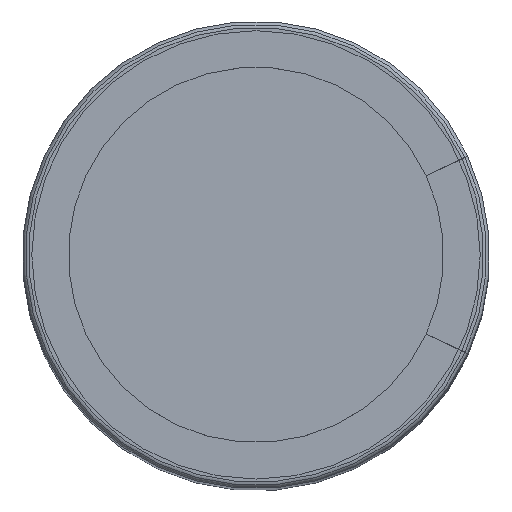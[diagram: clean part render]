
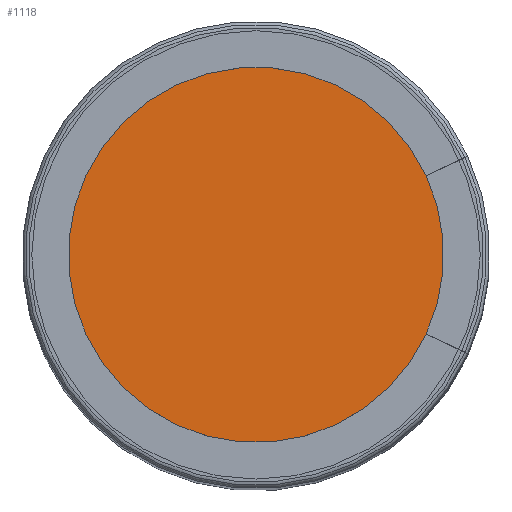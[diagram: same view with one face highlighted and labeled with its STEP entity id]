
A CAD part, top view. The second image highlights one B-rep face of the part: STEP entity #1118.
In plain terms, the highlighted planar face has unit normal (0, 0, 1).
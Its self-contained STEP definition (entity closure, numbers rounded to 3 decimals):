
#927 = TOROIDAL_SURFACE('',#928,7.05,0.2);
#928 = AXIS2_PLACEMENT_3D('',#929,#930,#931);
#929 = CARTESIAN_POINT('',(0.,0.,41.1));
#930 = DIRECTION('',(0.,0.,-1.));
#931 = DIRECTION('',(1.,0.,0.));
#996 = VERTEX_POINT('',#997);
#997 = CARTESIAN_POINT('',(7.05,0.,41.3));
#1065 = EDGE_CURVE('',#996,#996,#1066,.T.);
#1066 = SURFACE_CURVE('',#1067,(#1072,#1101),.PCURVE_S1.);
#1067 = CIRCLE('',#1068,7.05);
#1068 = AXIS2_PLACEMENT_3D('',#1069,#1070,#1071);
#1069 = CARTESIAN_POINT('',(0.,0.,41.3));
#1070 = DIRECTION('',(0.,0.,-1.));
#1071 = DIRECTION('',(-1.,0.,0.));
#1072 = PCURVE('',#927,#1073);
#1073 = DEFINITIONAL_REPRESENTATION('',(#1074),#1100);
#1074 = B_SPLINE_CURVE_WITH_KNOTS('',3,(#1075,#1076,#1077,#1078,#1079,
    #1080,#1081,#1082,#1083,#1084,#1085,#1086,#1087,#1088,#1089,#1090,
    #1091,#1092,#1093,#1094,#1095,#1096,#1097,#1098,#1099),
  .UNSPECIFIED.,.F.,.F.,(4,1,1,1,1,1,1,1,1,1,1,1,1,1,1,1,1,1,1,1,1,1,4),
  (3.142,3.427,3.713,3.998,
    4.284,4.57,4.855,5.141,
    5.426,5.712,5.998,6.283,
    6.569,6.854,7.14,7.426,
    7.711,7.997,8.282,8.568,
    8.854,9.139,9.425),.UNSPECIFIED.);
#1075 = CARTESIAN_POINT('',(0.,4.712));
#1076 = CARTESIAN_POINT('',(0.095,4.712));
#1077 = CARTESIAN_POINT('',(0.286,4.712));
#1078 = CARTESIAN_POINT('',(0.571,4.712));
#1079 = CARTESIAN_POINT('',(0.857,4.712));
#1080 = CARTESIAN_POINT('',(1.142,4.712));
#1081 = CARTESIAN_POINT('',(1.428,4.712));
#1082 = CARTESIAN_POINT('',(1.714,4.712));
#1083 = CARTESIAN_POINT('',(1.999,4.712));
#1084 = CARTESIAN_POINT('',(2.285,4.712));
#1085 = CARTESIAN_POINT('',(2.57,4.712));
#1086 = CARTESIAN_POINT('',(2.856,4.712));
#1087 = CARTESIAN_POINT('',(3.142,4.712));
#1088 = CARTESIAN_POINT('',(3.427,4.712));
#1089 = CARTESIAN_POINT('',(3.713,4.712));
#1090 = CARTESIAN_POINT('',(3.998,4.712));
#1091 = CARTESIAN_POINT('',(4.284,4.712));
#1092 = CARTESIAN_POINT('',(4.57,4.712));
#1093 = CARTESIAN_POINT('',(4.855,4.712));
#1094 = CARTESIAN_POINT('',(5.141,4.712));
#1095 = CARTESIAN_POINT('',(5.426,4.712));
#1096 = CARTESIAN_POINT('',(5.712,4.712));
#1097 = CARTESIAN_POINT('',(5.998,4.712));
#1098 = CARTESIAN_POINT('',(6.188,4.712));
#1099 = CARTESIAN_POINT('',(6.283,4.712));
#1100 = ( GEOMETRIC_REPRESENTATION_CONTEXT(2) 
PARAMETRIC_REPRESENTATION_CONTEXT() REPRESENTATION_CONTEXT('2D SPACE',''
  ) );
#1101 = PCURVE('',#1102,#1107);
#1102 = PLANE('',#1103);
#1103 = AXIS2_PLACEMENT_3D('',#1104,#1105,#1106);
#1104 = CARTESIAN_POINT('',(7.755,7.755,41.3));
#1105 = DIRECTION('',(0.,0.,1.));
#1106 = DIRECTION('',(-1.,0.,0.));
#1107 = DEFINITIONAL_REPRESENTATION('',(#1108),#1116);
#1108 = ( BOUNDED_CURVE() B_SPLINE_CURVE(2,(#1109,#1110,#1111,#1112,
#1113,#1114,#1115),.UNSPECIFIED.,.T.,.F.) B_SPLINE_CURVE_WITH_KNOTS((1,2
    ,2,2,2,1),(-2.094,0.,2.094,4.189,
6.283,8.378),.UNSPECIFIED.) CURVE() 
GEOMETRIC_REPRESENTATION_ITEM() RATIONAL_B_SPLINE_CURVE((1.,0.5,1.,0.5,
1.,0.5,1.)) REPRESENTATION_ITEM('') );
#1109 = CARTESIAN_POINT('',(14.805,7.755));
#1110 = CARTESIAN_POINT('',(14.805,-4.456));
#1111 = CARTESIAN_POINT('',(4.23,1.65));
#1112 = CARTESIAN_POINT('',(-6.345,7.755));
#1113 = CARTESIAN_POINT('',(4.23,13.86));
#1114 = CARTESIAN_POINT('',(14.805,19.966));
#1115 = CARTESIAN_POINT('',(14.805,7.755));
#1116 = ( GEOMETRIC_REPRESENTATION_CONTEXT(2) 
PARAMETRIC_REPRESENTATION_CONTEXT() REPRESENTATION_CONTEXT('2D SPACE',''
  ) );
#1118 = ADVANCED_FACE('',(#1119),#1102,.T.);
#1119 = FACE_BOUND('',#1120,.T.);
#1120 = EDGE_LOOP('',(#1121));
#1121 = ORIENTED_EDGE('',*,*,#1065,.F.);
